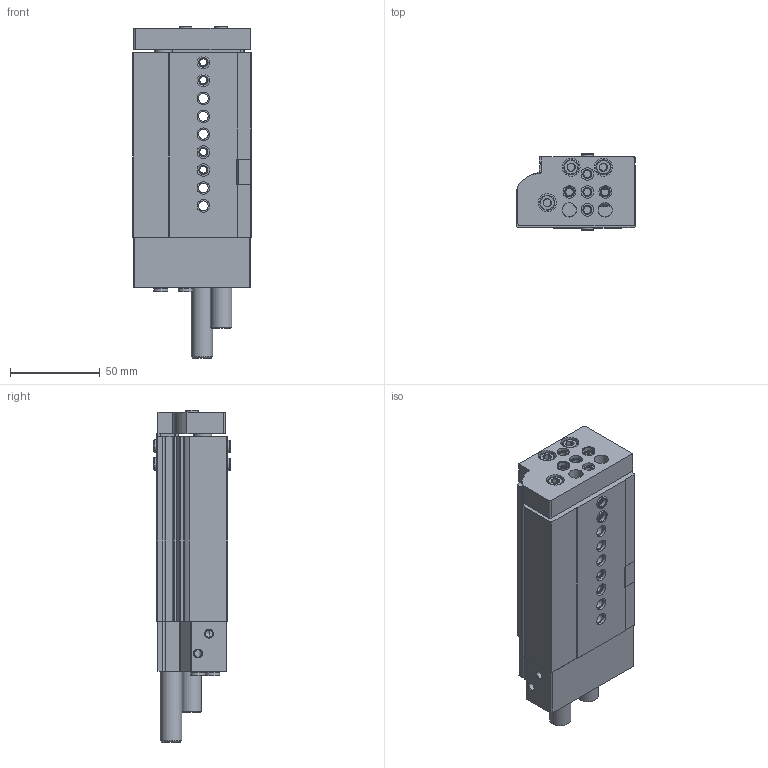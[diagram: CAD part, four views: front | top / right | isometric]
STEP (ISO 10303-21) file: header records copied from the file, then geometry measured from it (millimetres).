
FILE_DESCRIPTION(/* description */ ('STEP AP214'),/* implementation_level */ '2;1');
FILE_NAME(/* name */ '543993_DGSL-16-30-P1A',/* time_stamp */ '2024-08-16T01:47:11+02:00',/* author */ ('License CC BY-ND 4.0'),/* organization */ ('CADENAS'),/* preprocessor_version */ 'ST-DEVELOPER v19.3',/* originating_system */ 'PARTsolutions',/* authorisation */ ' ');
FILE_SCHEMA (('AUTOMOTIVE_DESIGN {1 0 10303 214 3 1 1}'));
Length unit declared in the file: millimetre
Products named in the file (7): 543993 DGSL-16-30-P1A---(0); DGSL-16---(30-0-0-20-zr); 548375 DYEF-M12-Y1F_P; 174308 B-M5-B; 686787 DGSL-16-AS; DGSL-16---(30-0-JP); 8146544 ZBH-7-B
Assembly tree (13 placements, depth 2):
  543993 DGSL-16-30-P1A---(0)
    DGSL-16---(30-0-0-20-zr)
    548375 DYEF-M12-Y1F_P  x2
    174308 B-M5-B  x2
    686787 DGSL-16-AS
    DGSL-16---(30-0-JP)
    8146544 ZBH-7-B  x6
Bounding box: 66 x 42.6 x 185.3 mm (x, y, z)
Volume: 282978.9 mm3; surface area: 86468.9 mm2
Topology: 13 solids, 13 shells, 660 faces, 1612 edges, 1047 vertices
Faces by surface type: plane 362, cylinder 204, cone 73, torus 21
Full cylindrical faces by diameter (mm): 2.459 x1, 4.134 x18, 5 x3, 5.5 x5, 6.917 x2, 7 x21, 7.2 x2, 7.6 x3, 7.8 x2, 8 x9, 8.5 x6, 9 x10, 10 x6, 10.07 x2, 10.917 x2, 12 x2, 20 x2
Entity records: 16891 total; most frequent: CARTESIAN_POINT 3022, DIRECTION 2839, ORIENTED_EDGE 2516, EDGE_CURVE 1258, AXIS2_PLACEMENT_3D 1057, VERTEX_POINT 915, FACE_BOUND 863, EDGE_LOOP 857
